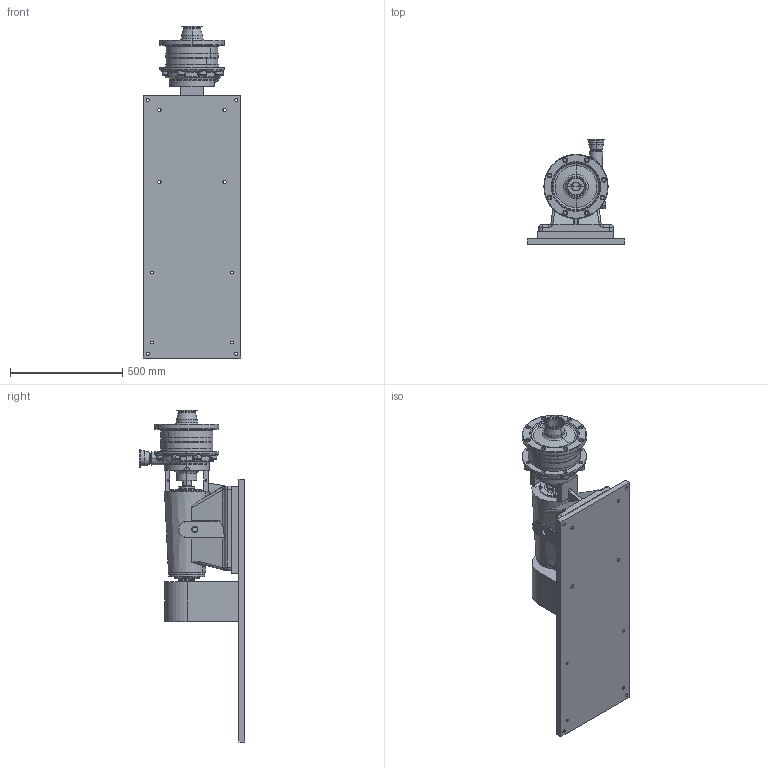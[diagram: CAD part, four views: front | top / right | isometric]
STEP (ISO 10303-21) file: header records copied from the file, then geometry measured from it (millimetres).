
FILE_DESCRIPTION (( 'STEP AP214' ), '1' );
FILE_NAME ('FM332 3 X 2.5 CLAMP 365TS MOUNTING HOLES.STEP', '2023-10-11T17:01:18', ( '' ), ( '' ), 'SwSTEP 2.0', 'SolidWorks 2023', '' );
FILE_SCHEMA (( 'AUTOMOTIVE_DESIGN' ));
Length unit declared in the file: millimetre
Products named in the file (5): FM332 3 X 2.5 CLAMP 365TS MOUNTING HOLES; 1275000304 3 X 2.5 CLAMP_3 X 2.5 CLAMP; 1713001011; 1165000028; 1235000034
Assembly tree (4 placements, depth 2):
  FM332 3 X 2.5 CLAMP 365TS MOUNTING HOLES
    1713001011
    1235000034
    1165000028
    1275000304 3 X 2.5 CLAMP_3 X 2.5 CLAMP
Bounding box: 431.8 x 468.15 x 1476.3 mm (x, y, z)
Volume: 22227408.1 mm3; surface area: 2946761 mm2
Topology: 3 solids, 21 shells, 810 faces, 2130 edges, 1328 vertices
Faces by surface type: cylinder 331, plane 174, torus 113, cone 112, bspline 77, sphere 3
Entity records: 32565 total; most frequent: CARTESIAN_POINT 12550, DIRECTION 4381, ORIENTED_EDGE 3969, EDGE_CURVE 2106, AXIS2_PLACEMENT_3D 1815, VERTEX_POINT 1328, CIRCLE 1074, EDGE_LOOP 962
